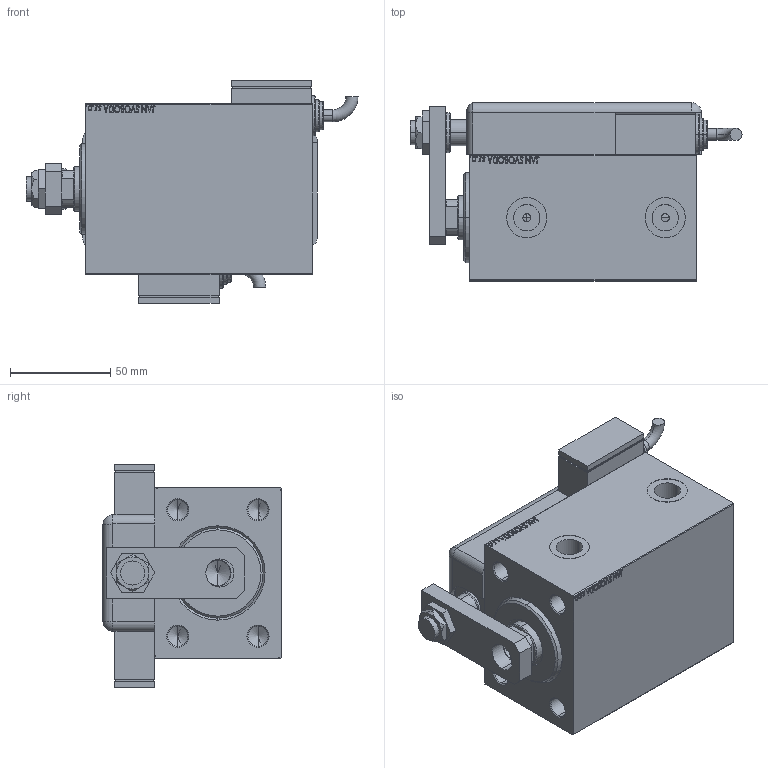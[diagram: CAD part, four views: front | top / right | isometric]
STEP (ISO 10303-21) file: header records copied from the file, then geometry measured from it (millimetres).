
FILE_DESCRIPTION (( 'STEP AP203' ), '1' );
FILE_NAME ('daa9.STEP', '2021-03-18T16:14:05', ( '' ), ( '' ), 'SwSTEP 2.0', 'SolidWorks 2019', '' );
FILE_SCHEMA (( 'CONFIG_CONTROL_DESIGN' ));
Length unit declared in the file: millimetre
Products named in the file (13): daa9; SWITCH DIM A_G 6e68de6d5380e52c5318558c81b2f44c; ZARAZKA_Q 6e68de6d5380e52c5318558c81b2f44c; NUT_D13 6e68de6d5380e52c5318558c81b2f44c; V450CM_B_VCP 6e68de6d5380e52c5318558c81b2f44c; MAGNETIC SWITCH Q 6e68de6d5380e52c5318558c81b2f44c; V450CM_B 6e68de6d5380e52c5318558c81b2f44c; NUT_D19 6e68de6d5380e52c5318558c81b2f44c; TYC 6e68de6d5380e52c5318558c81b2f44c; SWITCH_Q_FRONT_BACK 6e68de6d5380e52c5318558c81b2f44c; KRYT 6e68de6d5380e52c5318558c81b2f44c; V450CM_VC_B 6e68de6d5380e52c5318558c81b2f44c; SWITCH Q 6e68de6d5380e52c5318558c81b2f44c
Assembly tree (13 placements, depth 3):
  daa9
    V450CM_B 6e68de6d5380e52c5318558c81b2f44c
    V450CM_B_VCP 6e68de6d5380e52c5318558c81b2f44c
    V450CM_VC_B 6e68de6d5380e52c5318558c81b2f44c
    MAGNETIC SWITCH Q 6e68de6d5380e52c5318558c81b2f44c
      SWITCH_Q_FRONT_BACK 6e68de6d5380e52c5318558c81b2f44c
      TYC 6e68de6d5380e52c5318558c81b2f44c
      ZARAZKA_Q 6e68de6d5380e52c5318558c81b2f44c
      SWITCH DIM A_G 6e68de6d5380e52c5318558c81b2f44c
      NUT_D19 6e68de6d5380e52c5318558c81b2f44c
      NUT_D13 6e68de6d5380e52c5318558c81b2f44c
      KRYT 6e68de6d5380e52c5318558c81b2f44c
      SWITCH Q 6e68de6d5380e52c5318558c81b2f44c  x2
Bounding box: 165.46 x 88.8 x 111 mm (x, y, z)
Volume: 690582.9 mm3; surface area: 142512.2 mm2
Topology: 13 solids, 13 shells, 1279 faces, 3246 edges, 2123 vertices
Faces by surface type: plane 611, bspline 471, cylinder 119, cone 54, torus 22, sphere 2
Entity records: 60697 total; most frequent: CARTESIAN_POINT 32442, ORIENTED_EDGE 6264, DIRECTION 4016, EDGE_CURVE 3132, VERTEX_POINT 2063, VECTOR 1866, LINE 1866, EDGE_LOOP 1409
